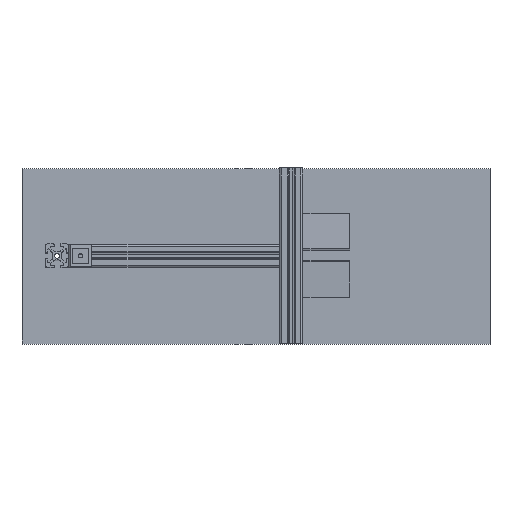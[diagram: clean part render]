
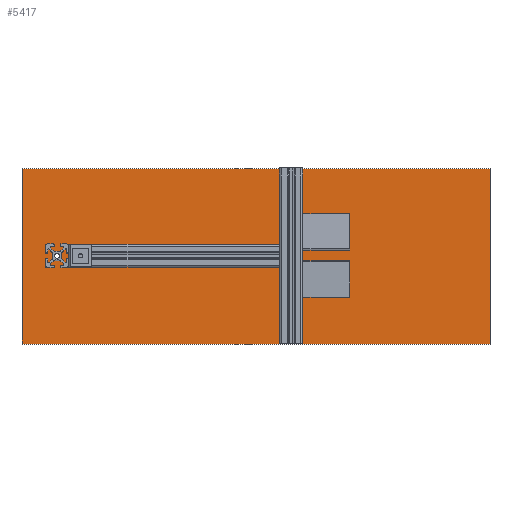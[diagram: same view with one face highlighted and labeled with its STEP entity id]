
A CAD part, top view. The second image highlights one B-rep face of the part: STEP entity #5417.
In plain terms, the highlighted planar face has unit normal (0, 0, 1).
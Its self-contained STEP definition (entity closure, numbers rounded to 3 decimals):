
#95=FACE_BOUND('',#797,.T.);
#229=PLANE('',#6018);
#504=FACE_OUTER_BOUND('',#796,.T.);
#796=EDGE_LOOP('',(#4835,#4836,#4837,#4838));
#797=EDGE_LOOP('',(#4839));
#1303=LINE('',#9087,#1843);
#1306=LINE('',#9093,#1846);
#1309=LINE('',#9099,#1849);
#1312=LINE('',#9103,#1852);
#1843=VECTOR('',#7463,10.);
#1846=VECTOR('',#7468,10.);
#1849=VECTOR('',#7473,10.);
#1852=VECTOR('',#7478,10.);
#2169=CIRCLE('',#6013,2.75);
#2629=VERTEX_POINT('',#9077);
#2632=VERTEX_POINT('',#9084);
#2633=VERTEX_POINT('',#9086);
#2635=VERTEX_POINT('',#9092);
#2637=VERTEX_POINT('',#9098);
#3372=EDGE_CURVE('',#2629,#2629,#2169,.T.);
#3376=EDGE_CURVE('',#2633,#2632,#1303,.T.);
#3379=EDGE_CURVE('',#2635,#2633,#1306,.T.);
#3382=EDGE_CURVE('',#2637,#2635,#1309,.T.);
#3385=EDGE_CURVE('',#2632,#2637,#1312,.T.);
#4835=ORIENTED_EDGE('',*,*,#3385,.T.);
#4836=ORIENTED_EDGE('',*,*,#3382,.T.);
#4837=ORIENTED_EDGE('',*,*,#3379,.T.);
#4838=ORIENTED_EDGE('',*,*,#3376,.T.);
#4839=ORIENTED_EDGE('',*,*,#3372,.T.);
#5417=ADVANCED_FACE('',(#504,#95),#229,.T.);
#6013=AXIS2_PLACEMENT_3D('',#9078,#7456,#7457);
#6018=AXIS2_PLACEMENT_3D('',#9104,#7479,#7480);
#7456=DIRECTION('center_axis',(0.,0.,-1.));
#7457=DIRECTION('ref_axis',(1.,0.,0.));
#7463=DIRECTION('',(0.,-1.,0.));
#7468=DIRECTION('',(-1.,0.,0.));
#7473=DIRECTION('',(0.,1.,0.));
#7478=DIRECTION('',(1.,0.,0.));
#7479=DIRECTION('center_axis',(0.,0.,1.));
#7480=DIRECTION('ref_axis',(1.,0.,0.));
#9077=CARTESIAN_POINT('',(-2.75,0.,5.));
#9078=CARTESIAN_POINT('Origin',(0.,0.,5.));
#9084=CARTESIAN_POINT('',(-30.,-75.,5.));
#9086=CARTESIAN_POINT('',(-30.,75.,5.));
#9087=CARTESIAN_POINT('',(-30.,-75.,5.));
#9092=CARTESIAN_POINT('',(370.,75.,5.));
#9093=CARTESIAN_POINT('',(-30.,75.,5.));
#9098=CARTESIAN_POINT('',(370.,-75.,5.));
#9099=CARTESIAN_POINT('',(370.,75.,5.));
#9103=CARTESIAN_POINT('',(370.,-75.,5.));
#9104=CARTESIAN_POINT('Origin',(170.,0.,5.));
